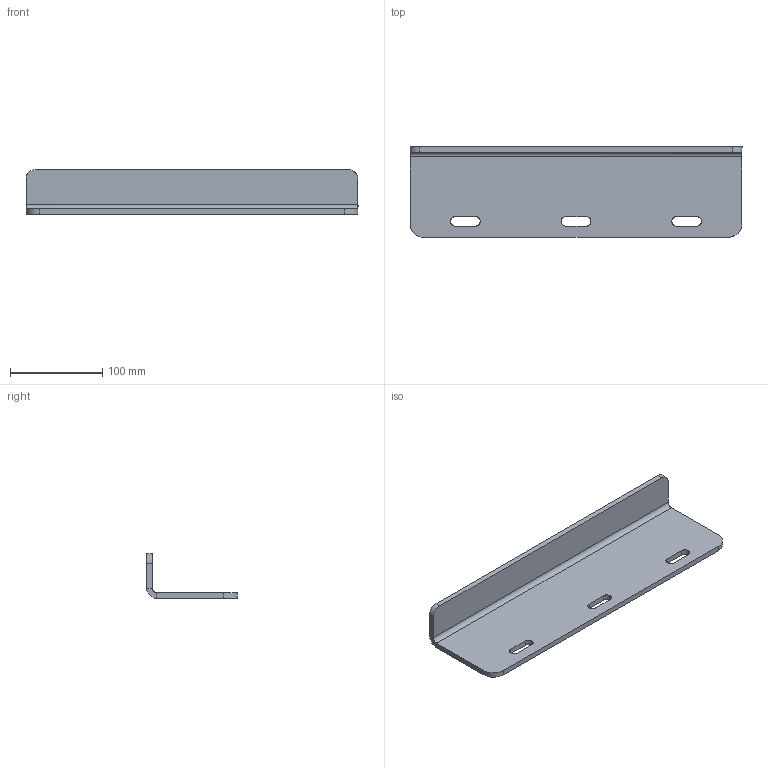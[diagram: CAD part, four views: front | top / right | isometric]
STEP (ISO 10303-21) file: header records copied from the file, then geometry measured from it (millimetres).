
FILE_DESCRIPTION (( 'STEP AP203' ), '1' );
FILE_NAME ('mandUD-yað tanký ayaðý destek.IGS_Default_sldprt.STEP', '2023-01-17T08:20:07', ( '' ), ( '' ), 'SwSTEP 2.0', 'SolidWorks 2019', '' );
FILE_SCHEMA (( 'CONFIG_CONTROL_DESIGN' ));
Length unit declared in the file: millimetre
Products named in the file (1): mandUD-yað tanký ayaðý destek.IGS_Default_sldprt
Bounding box: 360 x 98.17 x 48.17 mm (x, y, z)
Volume: 289349.5 mm3; surface area: 103656.3 mm2
Topology: 1 solids, 1 shells, 33 faces, 85 edges, 54 vertices
Faces by surface type: bspline 33
Entity records: 1224 total; most frequent: CARTESIAN_POINT 633, ORIENTED_EDGE 170, EDGE_CURVE 85, B_SPLINE_CURVE_WITH_KNOTS 69, VERTEX_POINT 54, EDGE_LOOP 39, ADVANCED_FACE 33, FACE_OUTER_BOUND 33
